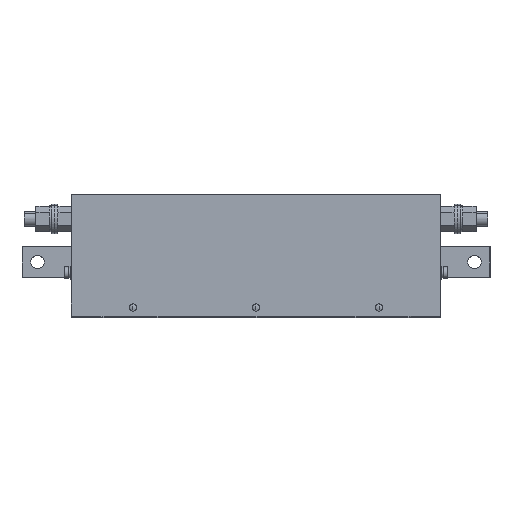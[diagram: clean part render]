
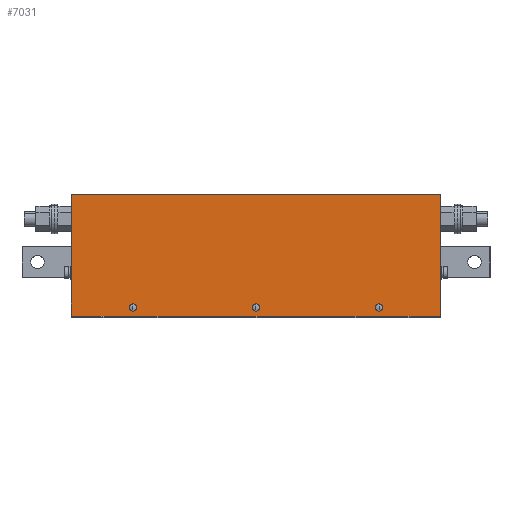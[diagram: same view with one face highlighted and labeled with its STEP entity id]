
A CAD part, top view. The second image highlights one B-rep face of the part: STEP entity #7031.
In plain terms, the highlighted planar face has unit normal (0, 0, 1).
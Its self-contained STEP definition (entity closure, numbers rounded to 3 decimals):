
#24 = DIRECTION ( 'NONE',  ( -1., 0., 0. ) ) ;
#119 = CARTESIAN_POINT ( 'NONE',  ( 3., 7., 105. ) ) ;
#157 = EDGE_CURVE ( 'NONE', #7507, #7161, #745, .T. ) ;
#385 = AXIS2_PLACEMENT_3D ( 'NONE', #8873, #648, #5338 ) ;
#577 = CARTESIAN_POINT ( 'NONE',  ( 150., 0., 105. ) ) ;
#610 = CARTESIAN_POINT ( 'NONE',  ( -3., 7., 105. ) ) ;
#648 = DIRECTION ( 'NONE',  ( 0., 0., 1. ) ) ;
#671 = CIRCLE ( 'NONE', #385, 3. ) ;
#691 = FACE_BOUND ( 'NONE', #3183, .T. ) ;
#745 = CIRCLE ( 'NONE', #5064, 3. ) ;
#935 = CIRCLE ( 'NONE', #5827, 3. ) ;
#1202 = CARTESIAN_POINT ( 'NONE',  ( -150., 99., 105. ) ) ;
#1489 = CARTESIAN_POINT ( 'NONE',  ( 150., 0., 105. ) ) ;
#1792 = AXIS2_PLACEMENT_3D ( 'NONE', #8550, #7042, #5061 ) ;
#1997 = ORIENTED_EDGE ( 'NONE', *, *, #157, .F. ) ;
#2007 = EDGE_CURVE ( 'NONE', #7161, #7507, #935, .T. ) ;
#2047 = EDGE_CURVE ( 'NONE', #6675, #6536, #5333, .T. ) ;
#2083 = CIRCLE ( 'NONE', #6836, 3. ) ;
#2095 = AXIS2_PLACEMENT_3D ( 'NONE', #3446, #7492, #24 ) ;
#2162 = FACE_BOUND ( 'NONE', #4070, .T. ) ;
#2230 = EDGE_CURVE ( 'NONE', #3064, #2971, #2083, .T. ) ;
#2242 = CARTESIAN_POINT ( 'NONE',  ( 97., 7., 105. ) ) ;
#2349 = DIRECTION ( 'NONE',  ( 0., 0., 1. ) ) ;
#2578 = CARTESIAN_POINT ( 'NONE',  ( 103., 7., 105. ) ) ;
#2602 = ORIENTED_EDGE ( 'NONE', *, *, #4563, .F. ) ;
#2722 = DIRECTION ( 'NONE',  ( 0., 0., 1. ) ) ;
#2744 = FACE_OUTER_BOUND ( 'NONE', #3311, .T. ) ;
#2763 = CARTESIAN_POINT ( 'NONE',  ( -100., 7., 105. ) ) ;
#2786 = VECTOR ( 'NONE', #5919, 1000. ) ;
#2961 = VERTEX_POINT ( 'NONE', #1202 ) ;
#2971 = VERTEX_POINT ( 'NONE', #610 ) ;
#3064 = VERTEX_POINT ( 'NONE', #119 ) ;
#3159 = CARTESIAN_POINT ( 'NONE',  ( -150., 0., 105. ) ) ;
#3183 = EDGE_LOOP ( 'NONE', ( #3560, #1997 ) ) ;
#3311 = EDGE_LOOP ( 'NONE', ( #3875, #8315, #5358, #8799 ) ) ;
#3446 = CARTESIAN_POINT ( 'NONE',  ( 100., 7., 105. ) ) ;
#3506 = EDGE_CURVE ( 'NONE', #7287, #6394, #4087, .T. ) ;
#3529 = VECTOR ( 'NONE', #5180, 1000. ) ;
#3555 = CARTESIAN_POINT ( 'NONE',  ( 0., 7., 105. ) ) ;
#3560 = ORIENTED_EDGE ( 'NONE', *, *, #2007, .F. ) ;
#3875 = ORIENTED_EDGE ( 'NONE', *, *, #6984, .T. ) ;
#4070 = EDGE_LOOP ( 'NONE', ( #5550, #2602 ) ) ;
#4087 = CIRCLE ( 'NONE', #1792, 3. ) ;
#4563 = EDGE_CURVE ( 'NONE', #6394, #7287, #6995, .T. ) ;
#4576 = CARTESIAN_POINT ( 'NONE',  ( 150., 0., 105. ) ) ;
#4825 = FACE_BOUND ( 'NONE', #6751, .T. ) ;
#4958 = DIRECTION ( 'NONE',  ( -1., 0., 0. ) ) ;
#5002 = EDGE_CURVE ( 'NONE', #2971, #3064, #671, .T. ) ;
#5051 = LINE ( 'NONE', #8534, #3529 ) ;
#5061 = DIRECTION ( 'NONE',  ( -1., 0., 0. ) ) ;
#5064 = AXIS2_PLACEMENT_3D ( 'NONE', #2763, #2722, #8212 ) ;
#5092 = LINE ( 'NONE', #1489, #8439 ) ;
#5099 = AXIS2_PLACEMENT_3D ( 'NONE', #8812, #7478, #7659 ) ;
#5180 = DIRECTION ( 'NONE',  ( -1., 0., 0. ) ) ;
#5281 = ORIENTED_EDGE ( 'NONE', *, *, #2230, .F. ) ;
#5333 = LINE ( 'NONE', #4576, #6548 ) ;
#5338 = DIRECTION ( 'NONE',  ( -1., 0., 0. ) ) ;
#5358 = ORIENTED_EDGE ( 'NONE', *, *, #5931, .F. ) ;
#5550 = ORIENTED_EDGE ( 'NONE', *, *, #3506, .F. ) ;
#5827 = AXIS2_PLACEMENT_3D ( 'NONE', #8432, #2349, #8381 ) ;
#5882 = CARTESIAN_POINT ( 'NONE',  ( 150., 99., 105. ) ) ;
#5919 = DIRECTION ( 'NONE',  ( 0., -1., 0. ) ) ;
#5931 = EDGE_CURVE ( 'NONE', #7141, #6675, #5092, .T. ) ;
#6357 = DIRECTION ( 'NONE',  ( 0., -1., 0. ) ) ;
#6394 = VERTEX_POINT ( 'NONE', #2242 ) ;
#6456 = CARTESIAN_POINT ( 'NONE',  ( -103., 7., 105. ) ) ;
#6536 = VERTEX_POINT ( 'NONE', #7869 ) ;
#6548 = VECTOR ( 'NONE', #8690, 1000. ) ;
#6675 = VERTEX_POINT ( 'NONE', #577 ) ;
#6751 = EDGE_LOOP ( 'NONE', ( #5281, #7813 ) ) ;
#6836 = AXIS2_PLACEMENT_3D ( 'NONE', #3555, #7650, #4958 ) ;
#6947 = PLANE ( 'NONE',  #5099 ) ;
#6984 = EDGE_CURVE ( 'NONE', #2961, #6536, #8731, .T. ) ;
#6995 = CIRCLE ( 'NONE', #2095, 3. ) ;
#7031 = ADVANCED_FACE ( 'NONE', ( #4825, #691, #2162, #2744 ), #6947, .F. ) ;
#7042 = DIRECTION ( 'NONE',  ( 0., 0., 1. ) ) ;
#7141 = VERTEX_POINT ( 'NONE', #5882 ) ;
#7161 = VERTEX_POINT ( 'NONE', #8643 ) ;
#7287 = VERTEX_POINT ( 'NONE', #2578 ) ;
#7478 = DIRECTION ( 'NONE',  ( 0., 0., -1. ) ) ;
#7492 = DIRECTION ( 'NONE',  ( 0., 0., 1. ) ) ;
#7507 = VERTEX_POINT ( 'NONE', #6456 ) ;
#7650 = DIRECTION ( 'NONE',  ( 0., 0., 1. ) ) ;
#7659 = DIRECTION ( 'NONE',  ( -1., 0., 0. ) ) ;
#7813 = ORIENTED_EDGE ( 'NONE', *, *, #5002, .F. ) ;
#7869 = CARTESIAN_POINT ( 'NONE',  ( -150., 0., 105. ) ) ;
#7910 = EDGE_CURVE ( 'NONE', #7141, #2961, #5051, .T. ) ;
#8212 = DIRECTION ( 'NONE',  ( -1., 0., 0. ) ) ;
#8315 = ORIENTED_EDGE ( 'NONE', *, *, #2047, .F. ) ;
#8381 = DIRECTION ( 'NONE',  ( -1., 0., 0. ) ) ;
#8432 = CARTESIAN_POINT ( 'NONE',  ( -100., 7., 105. ) ) ;
#8439 = VECTOR ( 'NONE', #6357, 1000. ) ;
#8534 = CARTESIAN_POINT ( 'NONE',  ( 150., 99., 105. ) ) ;
#8550 = CARTESIAN_POINT ( 'NONE',  ( 100., 7., 105. ) ) ;
#8643 = CARTESIAN_POINT ( 'NONE',  ( -97., 7., 105. ) ) ;
#8690 = DIRECTION ( 'NONE',  ( -1., 0., 0. ) ) ;
#8731 = LINE ( 'NONE', #3159, #2786 ) ;
#8799 = ORIENTED_EDGE ( 'NONE', *, *, #7910, .T. ) ;
#8812 = CARTESIAN_POINT ( 'NONE',  ( 150., 0., 105. ) ) ;
#8873 = CARTESIAN_POINT ( 'NONE',  ( 0., 7., 105. ) ) ;
